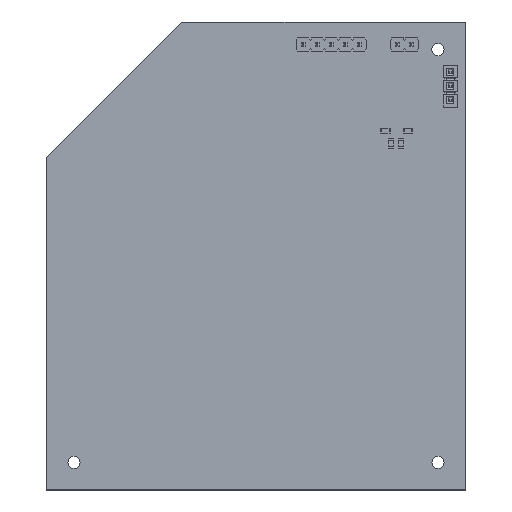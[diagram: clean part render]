
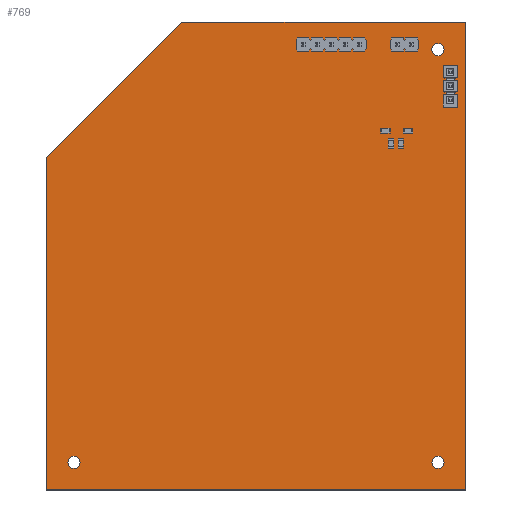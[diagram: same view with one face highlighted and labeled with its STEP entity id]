
A CAD part, top view. The second image highlights one B-rep face of the part: STEP entity #769.
In plain terms, the highlighted planar face has unit normal (0, 0, 1).
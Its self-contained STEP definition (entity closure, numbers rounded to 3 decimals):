
#140 = VERTEX_POINT('',#141);
#141 = CARTESIAN_POINT('',(0.,0.,0.411));
#147 = EDGE_CURVE('',#140,#148,#150,.T.);
#148 = VERTEX_POINT('',#149);
#149 = CARTESIAN_POINT('',(0.,60.338,0.411));
#150 = LINE('',#151,#152);
#151 = CARTESIAN_POINT('',(0.,0.,0.411));
#152 = VECTOR('',#153,1.);
#153 = DIRECTION('',(0.,1.,0.));
#178 = EDGE_CURVE('',#148,#179,#181,.T.);
#179 = VERTEX_POINT('',#180);
#180 = CARTESIAN_POINT('',(24.524,84.861,0.411));
#181 = LINE('',#182,#183);
#182 = CARTESIAN_POINT('',(0.,60.338,0.411));
#183 = VECTOR('',#184,1.);
#184 = DIRECTION('',(0.707,0.707,0.));
#209 = EDGE_CURVE('',#179,#210,#212,.T.);
#210 = VERTEX_POINT('',#211);
#211 = CARTESIAN_POINT('',(76.,84.861,0.411));
#212 = LINE('',#213,#214);
#213 = CARTESIAN_POINT('',(24.524,84.861,0.411));
#214 = VECTOR('',#215,1.);
#215 = DIRECTION('',(1.,0.,0.));
#240 = EDGE_CURVE('',#210,#241,#243,.T.);
#241 = VERTEX_POINT('',#242);
#242 = CARTESIAN_POINT('',(76.,0.,0.411));
#243 = LINE('',#244,#245);
#244 = CARTESIAN_POINT('',(76.,84.861,0.411));
#245 = VECTOR('',#246,1.);
#246 = DIRECTION('',(0.,-1.,0.));
#271 = EDGE_CURVE('',#241,#140,#272,.T.);
#272 = LINE('',#273,#274);
#273 = CARTESIAN_POINT('',(76.,0.,0.411));
#274 = VECTOR('',#275,1.);
#275 = DIRECTION('',(-1.,0.,0.));
#295 = VERTEX_POINT('',#296);
#296 = CARTESIAN_POINT('',(6.1,5.,0.411));
#302 = EDGE_CURVE('',#295,#295,#303,.T.);
#303 = CIRCLE('',#304,1.1);
#304 = AXIS2_PLACEMENT_3D('',#305,#306,#307);
#305 = CARTESIAN_POINT('',(5.,5.,0.411));
#306 = DIRECTION('',(0.,0.,1.));
#307 = DIRECTION('',(1.,0.,0.));
#328 = VERTEX_POINT('',#329);
#329 = CARTESIAN_POINT('',(49.626,80.775,0.411));
#335 = EDGE_CURVE('',#328,#328,#336,.T.);
#336 = CIRCLE('',#337,0.51);
#337 = AXIS2_PLACEMENT_3D('',#338,#339,#340);
#338 = CARTESIAN_POINT('',(49.116,80.775,0.411));
#339 = DIRECTION('',(0.,0.,1.));
#340 = DIRECTION('',(1.,0.,0.));
#361 = VERTEX_POINT('',#362);
#362 = CARTESIAN_POINT('',(47.086,80.775,0.411));
#368 = EDGE_CURVE('',#361,#361,#369,.T.);
#369 = CIRCLE('',#370,0.51);
#370 = AXIS2_PLACEMENT_3D('',#371,#372,#373);
#371 = CARTESIAN_POINT('',(46.576,80.775,0.411));
#372 = DIRECTION('',(0.,0.,1.));
#373 = DIRECTION('',(1.,0.,0.));
#394 = VERTEX_POINT('',#395);
#395 = CARTESIAN_POINT('',(52.166,80.775,0.411));
#401 = EDGE_CURVE('',#394,#394,#402,.T.);
#402 = CIRCLE('',#403,0.51);
#403 = AXIS2_PLACEMENT_3D('',#404,#405,#406);
#404 = CARTESIAN_POINT('',(51.656,80.775,0.411));
#405 = DIRECTION('',(0.,0.,1.));
#406 = DIRECTION('',(1.,0.,0.));
#427 = VERTEX_POINT('',#428);
#428 = CARTESIAN_POINT('',(57.246,80.775,0.411));
#434 = EDGE_CURVE('',#427,#427,#435,.T.);
#435 = CIRCLE('',#436,0.51);
#436 = AXIS2_PLACEMENT_3D('',#437,#438,#439);
#437 = CARTESIAN_POINT('',(56.736,80.775,0.411));
#438 = DIRECTION('',(0.,0.,1.));
#439 = DIRECTION('',(1.,0.,0.));
#460 = VERTEX_POINT('',#461);
#461 = CARTESIAN_POINT('',(54.706,80.775,0.411));
#467 = EDGE_CURVE('',#460,#460,#468,.T.);
#468 = CIRCLE('',#469,0.51);
#469 = AXIS2_PLACEMENT_3D('',#470,#471,#472);
#470 = CARTESIAN_POINT('',(54.196,80.775,0.411));
#471 = DIRECTION('',(0.,0.,1.));
#472 = DIRECTION('',(1.,0.,0.));
#493 = VERTEX_POINT('',#494);
#494 = CARTESIAN_POINT('',(72.1,5.,0.411));
#500 = EDGE_CURVE('',#493,#493,#501,.T.);
#501 = CIRCLE('',#502,1.1);
#502 = AXIS2_PLACEMENT_3D('',#503,#504,#505);
#503 = CARTESIAN_POINT('',(71.,5.,0.411));
#504 = DIRECTION('',(0.,0.,1.));
#505 = DIRECTION('',(1.,0.,0.));
#526 = VERTEX_POINT('',#527);
#527 = CARTESIAN_POINT('',(73.746,70.695,0.411));
#533 = EDGE_CURVE('',#526,#526,#534,.T.);
#534 = CIRCLE('',#535,0.51);
#535 = AXIS2_PLACEMENT_3D('',#536,#537,#538);
#536 = CARTESIAN_POINT('',(73.236,70.695,0.411));
#537 = DIRECTION('',(0.,0.,1.));
#538 = DIRECTION('',(1.,0.,0.));
#559 = VERTEX_POINT('',#560);
#560 = CARTESIAN_POINT('',(73.746,73.235,0.411));
#566 = EDGE_CURVE('',#559,#559,#567,.T.);
#567 = CIRCLE('',#568,0.51);
#568 = AXIS2_PLACEMENT_3D('',#569,#570,#571);
#569 = CARTESIAN_POINT('',(73.236,73.235,0.411));
#570 = DIRECTION('',(0.,0.,1.));
#571 = DIRECTION('',(1.,0.,0.));
#592 = VERTEX_POINT('',#593);
#593 = CARTESIAN_POINT('',(66.702,80.775,0.411));
#599 = EDGE_CURVE('',#592,#592,#600,.T.);
#600 = CIRCLE('',#601,0.51);
#601 = AXIS2_PLACEMENT_3D('',#602,#603,#604);
#602 = CARTESIAN_POINT('',(66.192,80.775,0.411));
#603 = DIRECTION('',(0.,0.,1.));
#604 = DIRECTION('',(1.,0.,0.));
#625 = VERTEX_POINT('',#626);
#626 = CARTESIAN_POINT('',(64.162,80.775,0.411));
#632 = EDGE_CURVE('',#625,#625,#633,.T.);
#633 = CIRCLE('',#634,0.51);
#634 = AXIS2_PLACEMENT_3D('',#635,#636,#637);
#635 = CARTESIAN_POINT('',(63.652,80.775,0.411));
#636 = DIRECTION('',(0.,0.,1.));
#637 = DIRECTION('',(1.,0.,0.));
#658 = VERTEX_POINT('',#659);
#659 = CARTESIAN_POINT('',(73.746,75.775,0.411));
#665 = EDGE_CURVE('',#658,#658,#666,.T.);
#666 = CIRCLE('',#667,0.51);
#667 = AXIS2_PLACEMENT_3D('',#668,#669,#670);
#668 = CARTESIAN_POINT('',(73.236,75.775,0.411));
#669 = DIRECTION('',(0.,0.,1.));
#670 = DIRECTION('',(1.,0.,0.));
#691 = VERTEX_POINT('',#692);
#692 = CARTESIAN_POINT('',(72.097,79.861,0.411));
#698 = EDGE_CURVE('',#691,#691,#699,.T.);
#699 = CIRCLE('',#700,1.1);
#700 = AXIS2_PLACEMENT_3D('',#701,#702,#703);
#701 = CARTESIAN_POINT('',(70.997,79.861,0.411));
#702 = DIRECTION('',(0.,0.,1.));
#703 = DIRECTION('',(1.,0.,0.));
#769 = ADVANCED_FACE('',(#770,#777,#780,#783,#786,#789,#792,#795,#798,
    #801,#804,#807,#810,#813),#816,.T.);
#770 = FACE_BOUND('',#771,.F.);
#771 = EDGE_LOOP('',(#772,#773,#774,#775,#776));
#772 = ORIENTED_EDGE('',*,*,#147,.T.);
#773 = ORIENTED_EDGE('',*,*,#178,.T.);
#774 = ORIENTED_EDGE('',*,*,#209,.T.);
#775 = ORIENTED_EDGE('',*,*,#240,.T.);
#776 = ORIENTED_EDGE('',*,*,#271,.T.);
#777 = FACE_BOUND('',#778,.T.);
#778 = EDGE_LOOP('',(#779));
#779 = ORIENTED_EDGE('',*,*,#302,.F.);
#780 = FACE_BOUND('',#781,.T.);
#781 = EDGE_LOOP('',(#782));
#782 = ORIENTED_EDGE('',*,*,#335,.F.);
#783 = FACE_BOUND('',#784,.T.);
#784 = EDGE_LOOP('',(#785));
#785 = ORIENTED_EDGE('',*,*,#368,.F.);
#786 = FACE_BOUND('',#787,.T.);
#787 = EDGE_LOOP('',(#788));
#788 = ORIENTED_EDGE('',*,*,#401,.F.);
#789 = FACE_BOUND('',#790,.T.);
#790 = EDGE_LOOP('',(#791));
#791 = ORIENTED_EDGE('',*,*,#434,.F.);
#792 = FACE_BOUND('',#793,.T.);
#793 = EDGE_LOOP('',(#794));
#794 = ORIENTED_EDGE('',*,*,#467,.F.);
#795 = FACE_BOUND('',#796,.T.);
#796 = EDGE_LOOP('',(#797));
#797 = ORIENTED_EDGE('',*,*,#500,.F.);
#798 = FACE_BOUND('',#799,.T.);
#799 = EDGE_LOOP('',(#800));
#800 = ORIENTED_EDGE('',*,*,#533,.F.);
#801 = FACE_BOUND('',#802,.T.);
#802 = EDGE_LOOP('',(#803));
#803 = ORIENTED_EDGE('',*,*,#566,.F.);
#804 = FACE_BOUND('',#805,.T.);
#805 = EDGE_LOOP('',(#806));
#806 = ORIENTED_EDGE('',*,*,#599,.F.);
#807 = FACE_BOUND('',#808,.T.);
#808 = EDGE_LOOP('',(#809));
#809 = ORIENTED_EDGE('',*,*,#632,.F.);
#810 = FACE_BOUND('',#811,.T.);
#811 = EDGE_LOOP('',(#812));
#812 = ORIENTED_EDGE('',*,*,#665,.F.);
#813 = FACE_BOUND('',#814,.T.);
#814 = EDGE_LOOP('',(#815));
#815 = ORIENTED_EDGE('',*,*,#698,.F.);
#816 = PLANE('',#817);
#817 = AXIS2_PLACEMENT_3D('',#818,#819,#820);
#818 = CARTESIAN_POINT('',(0.,0.,0.411));
#819 = DIRECTION('',(0.,0.,1.));
#820 = DIRECTION('',(1.,0.,0.));
